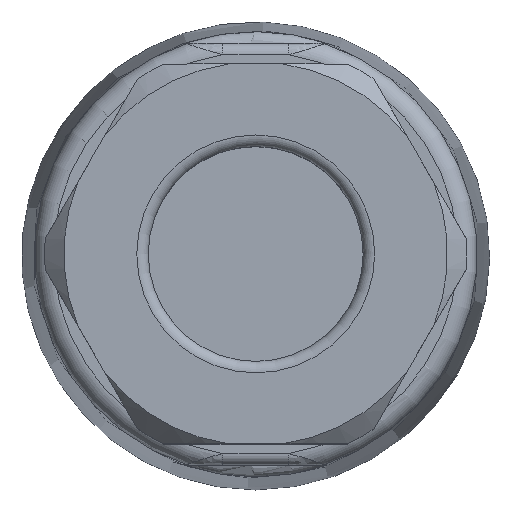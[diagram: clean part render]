
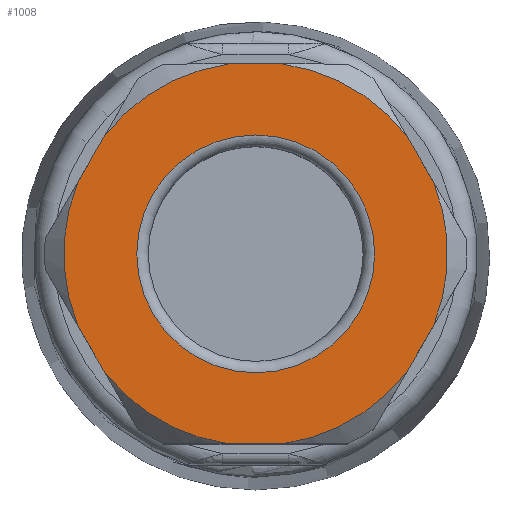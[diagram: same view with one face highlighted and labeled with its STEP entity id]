
A CAD part, top view. The second image highlights one B-rep face of the part: STEP entity #1008.
In plain terms, the highlighted planar face has unit normal (0, 0, 1).
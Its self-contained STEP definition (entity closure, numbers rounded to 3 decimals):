
#408=FACE_BOUND('',#1395,.T.);
#409=FACE_BOUND('',#1396,.T.);
#771=CIRCLE('',#3607,3.1);
#773=CIRCLE('',#3610,5.);
#775=CIRCLE('',#3613,5.);
#777=CIRCLE('',#3616,5.);
#779=CIRCLE('',#3619,5.);
#781=CIRCLE('',#3622,5.);
#782=CIRCLE('',#3624,5.);
#834=PLANE('',#3625);
#1008=ADVANCED_FACE('',(#408,#409),#834,.T.);
#1395=EDGE_LOOP('',(#2429));
#1396=EDGE_LOOP('',(#2430,#2431,#2432,#2433,#2434,#2435,#2436,#2437,#2438,
#2439,#2440,#2441));
#1539=LINE('',#7219,#1662);
#1540=LINE('',#7220,#1663);
#1541=LINE('',#7221,#1664);
#1542=LINE('',#7222,#1665);
#1543=LINE('',#7223,#1666);
#1544=LINE('',#7227,#1667);
#1662=VECTOR('',#4492,1.);
#1663=VECTOR('',#4493,1.);
#1664=VECTOR('',#4494,1.);
#1665=VECTOR('',#4495,1.);
#1666=VECTOR('',#4496,1.);
#1667=VECTOR('',#4499,1.);
#2429=ORIENTED_EDGE('',*,*,#3181,.T.);
#2430=ORIENTED_EDGE('',*,*,#3202,.F.);
#2431=ORIENTED_EDGE('',*,*,#3189,.T.);
#2432=ORIENTED_EDGE('',*,*,#3203,.F.);
#2433=ORIENTED_EDGE('',*,*,#3193,.T.);
#2434=ORIENTED_EDGE('',*,*,#3204,.F.);
#2435=ORIENTED_EDGE('',*,*,#3197,.T.);
#2436=ORIENTED_EDGE('',*,*,#3205,.F.);
#2437=ORIENTED_EDGE('',*,*,#3201,.T.);
#2438=ORIENTED_EDGE('',*,*,#3206,.F.);
#2439=ORIENTED_EDGE('',*,*,#3207,.T.);
#2440=ORIENTED_EDGE('',*,*,#3208,.F.);
#2441=ORIENTED_EDGE('',*,*,#3185,.T.);
#2791=VERTEX_POINT('',#7142);
#2793=VERTEX_POINT('',#7149);
#2795=VERTEX_POINT('',#7156);
#2797=VERTEX_POINT('',#7164);
#2799=VERTEX_POINT('',#7171);
#2801=VERTEX_POINT('',#7179);
#2803=VERTEX_POINT('',#7186);
#2805=VERTEX_POINT('',#7194);
#2807=VERTEX_POINT('',#7201);
#2809=VERTEX_POINT('',#7209);
#2811=VERTEX_POINT('',#7216);
#2812=VERTEX_POINT('',#7224);
#2813=VERTEX_POINT('',#7226);
#3181=EDGE_CURVE('',#2791,#2791,#771,.T.);
#3185=EDGE_CURVE('',#2793,#2795,#773,.T.);
#3189=EDGE_CURVE('',#2797,#2799,#775,.T.);
#3193=EDGE_CURVE('',#2801,#2803,#777,.T.);
#3197=EDGE_CURVE('',#2805,#2807,#779,.T.);
#3201=EDGE_CURVE('',#2809,#2811,#781,.T.);
#3202=EDGE_CURVE('',#2797,#2795,#1539,.T.);
#3203=EDGE_CURVE('',#2801,#2799,#1540,.T.);
#3204=EDGE_CURVE('',#2805,#2803,#1541,.T.);
#3205=EDGE_CURVE('',#2809,#2807,#1542,.T.);
#3206=EDGE_CURVE('',#2812,#2811,#1543,.T.);
#3207=EDGE_CURVE('',#2812,#2813,#782,.T.);
#3208=EDGE_CURVE('',#2793,#2813,#1544,.T.);
#3607=AXIS2_PLACEMENT_3D('',#7141,#4458,#4459);
#3610=AXIS2_PLACEMENT_3D('',#7157,#4464,#4465);
#3613=AXIS2_PLACEMENT_3D('',#7172,#4470,#4471);
#3616=AXIS2_PLACEMENT_3D('',#7187,#4476,#4477);
#3619=AXIS2_PLACEMENT_3D('',#7202,#4482,#4483);
#3622=AXIS2_PLACEMENT_3D('',#7217,#4488,#4489);
#3624=AXIS2_PLACEMENT_3D('',#7225,#4497,#4498);
#3625=AXIS2_PLACEMENT_3D('',#7228,#4500,#4501);
#4458=DIRECTION('',(0.,0.,-1.));
#4459=DIRECTION('',(0.,1.,0.));
#4464=DIRECTION('',(0.,0.,1.));
#4465=DIRECTION('',(0.,1.,0.));
#4470=DIRECTION('',(0.,0.,1.));
#4471=DIRECTION('',(0.,1.,0.));
#4476=DIRECTION('',(0.,0.,1.));
#4477=DIRECTION('',(0.,1.,0.));
#4482=DIRECTION('',(0.,0.,1.));
#4483=DIRECTION('',(0.,1.,0.));
#4488=DIRECTION('',(0.,0.,1.));
#4489=DIRECTION('',(0.,1.,0.));
#4492=DIRECTION('',(-0.5,-0.866,0.));
#4493=DIRECTION('',(0.5,-0.866,0.));
#4494=DIRECTION('',(1.,0.,0.));
#4495=DIRECTION('',(0.5,0.866,0.));
#4496=DIRECTION('',(-0.5,0.866,0.));
#4497=DIRECTION('',(0.,0.,1.));
#4498=DIRECTION('',(0.,1.,0.));
#4499=DIRECTION('',(-1.,0.,0.));
#4500=DIRECTION('',(0.,0.,1.));
#4501=DIRECTION('',(0.,-1.,0.));
#7141=CARTESIAN_POINT('',(-130.,60.,-11.258));
#7142=CARTESIAN_POINT('',(-130.,63.1,-11.258));
#7149=CARTESIAN_POINT('',(-129.295,55.05,-11.258));
#7156=CARTESIAN_POINT('',(-126.066,56.914,-11.258));
#7157=CARTESIAN_POINT('',(-130.,60.,-11.258));
#7164=CARTESIAN_POINT('',(-125.361,58.136,-11.258));
#7171=CARTESIAN_POINT('',(-125.361,61.864,-11.258));
#7172=CARTESIAN_POINT('',(-130.,60.,-11.258));
#7179=CARTESIAN_POINT('',(-126.066,63.086,-11.258));
#7186=CARTESIAN_POINT('',(-129.295,64.95,-11.258));
#7187=CARTESIAN_POINT('',(-130.,60.,-11.258));
#7194=CARTESIAN_POINT('',(-130.705,64.95,-11.258));
#7201=CARTESIAN_POINT('',(-133.934,63.086,-11.258));
#7202=CARTESIAN_POINT('',(-130.,60.,-11.258));
#7209=CARTESIAN_POINT('',(-134.639,61.864,-11.258));
#7216=CARTESIAN_POINT('',(-134.639,58.136,-11.258));
#7217=CARTESIAN_POINT('',(-130.,60.,-11.258));
#7219=CARTESIAN_POINT('',(-124.284,60.,-11.258));
#7220=CARTESIAN_POINT('',(-127.142,64.95,-11.258));
#7221=CARTESIAN_POINT('',(-132.858,64.95,-11.258));
#7222=CARTESIAN_POINT('',(-135.716,60.,-11.258));
#7223=CARTESIAN_POINT('',(-132.858,55.05,-11.258));
#7224=CARTESIAN_POINT('',(-133.934,56.914,-11.258));
#7225=CARTESIAN_POINT('',(-130.,60.,-11.258));
#7226=CARTESIAN_POINT('',(-130.705,55.05,-11.258));
#7227=CARTESIAN_POINT('',(-127.142,55.05,-11.258));
#7228=CARTESIAN_POINT('',(-130.,60.,-11.258));
